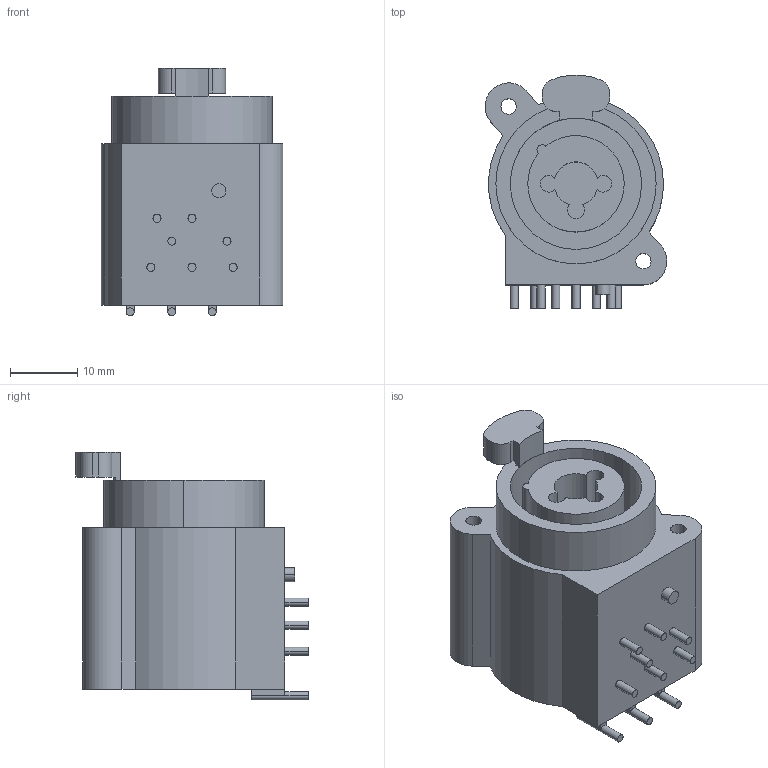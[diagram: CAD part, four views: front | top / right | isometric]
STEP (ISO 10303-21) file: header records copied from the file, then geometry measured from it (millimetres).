
FILE_DESCRIPTION (( 'STEP AP214' ), '1' );
FILE_NAME ('NCJ9FI-H.STEP', '2023-08-02T14:36:27', ( '' ), ( '' ), 'SwSTEP 2.0', 'SolidWorks 2021', '' );
FILE_SCHEMA (( 'AUTOMOTIVE_DESIGN' ));
Length unit declared in the file: millimetre
Products named in the file (2): NCJ9FI-H_NCJ9FI-H; NCJ9FI-H
Assembly tree (1 placements, depth 2):
  NCJ9FI-H
    NCJ9FI-H_NCJ9FI-H
Bounding box: 27 x 34.59 x 36.8 mm (x, y, z)
Volume: 16537.8 mm3; surface area: 7033.1 mm2
Topology: 12 solids, 12 shells, 109 faces, 234 edges, 154 vertices
Faces by surface type: cylinder 56, plane 53
Entity records: 3165 total; most frequent: DIRECTION 572, CARTESIAN_POINT 501, ORIENTED_EDGE 468, EDGE_CURVE 234, AXIS2_PLACEMENT_3D 225, VERTEX_POINT 154, LINE 122, VECTOR 122
